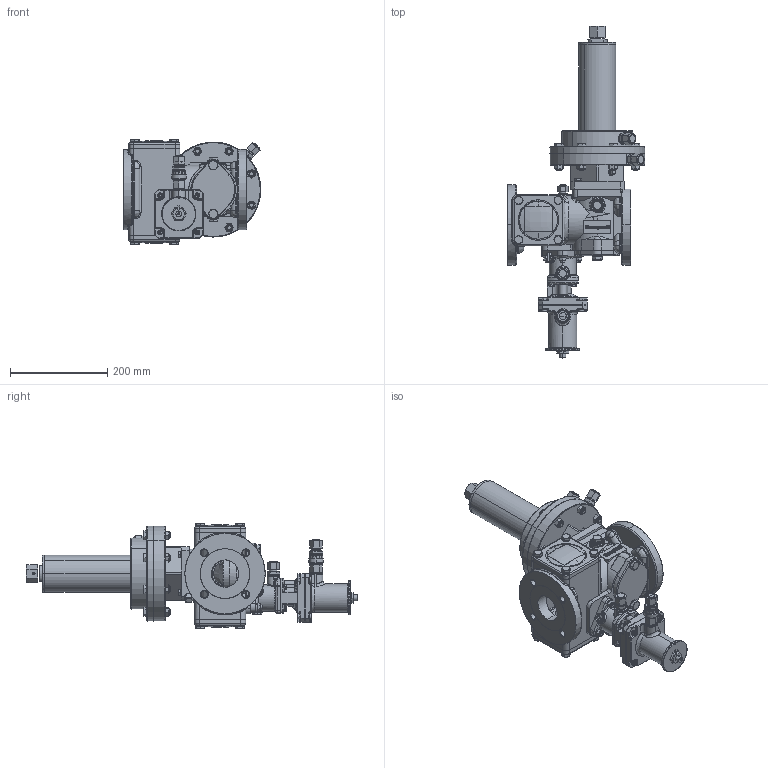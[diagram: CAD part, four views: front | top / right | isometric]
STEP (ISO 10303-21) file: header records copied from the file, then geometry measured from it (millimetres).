
FILE_DESCRIPTION (( 'STEP AP214' ), '1' );
FILE_NAME ('MB_HON370_50_RE0_K2a_-_.STEP', '2017-03-15T09:05:10', ( '' ), ( '' ), 'SwSTEP 2.0', 'SolidWorks 2015', '' );
FILE_SCHEMA (( 'AUTOMOTIVE_DESIGN' ));
Length unit declared in the file: millimetre
Products named in the file (1): MB_HON370_50_RE0_K2a_-_
Bounding box: 282.5 x 682.3 x 217.8 mm (x, y, z)
Surface area: 609444.1 mm2 (no closed solid volume)
Topology: 0 solids, 1831 shells, 2294 faces, 10001 edges, 9521 vertices
Faces by surface type: plane 830, cylinder 646, bspline 423, cone 395
Entity records: 200686 total; most frequent: CARTESIAN_POINT 127240, DIRECTION 13099, ORIENTED_EDGE 10967, EDGE_CURVE 9966, VERTEX_POINT 9521, AXIS2_PLACEMENT_3D 4531, VECTOR 4037, LINE 4037
